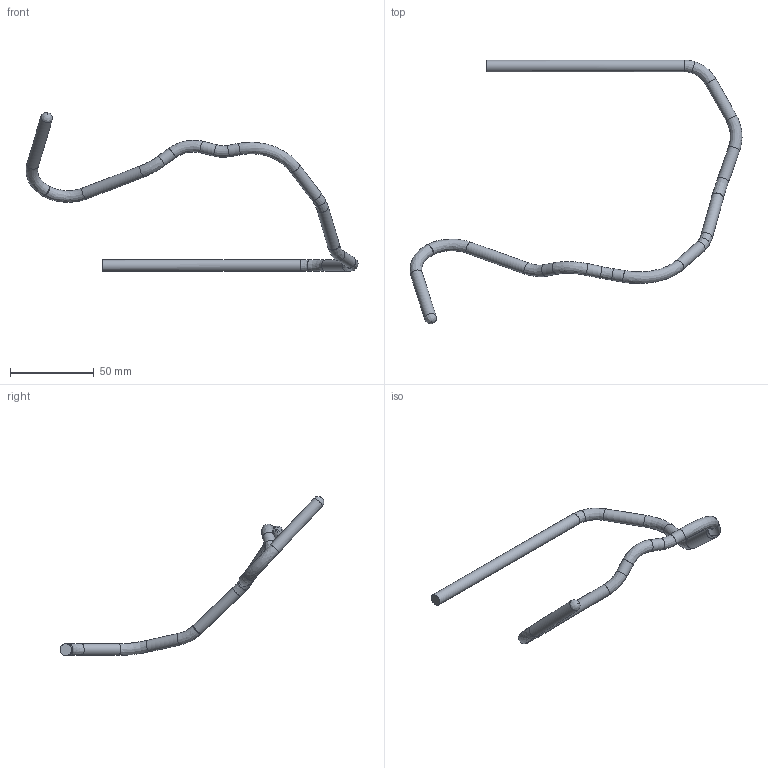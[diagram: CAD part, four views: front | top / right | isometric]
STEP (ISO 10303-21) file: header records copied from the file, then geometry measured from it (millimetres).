
FILE_DESCRIPTION(('STEP AP203'),'2;1');
FILE_NAME('D7.stp','2024-11-21T22:04:08',(''),(''),'2018.1.122','THINKDESIGN','');
FILE_SCHEMA(('CONFIG_CONTROL_DESIGN'));
Length unit declared in the file: millimetre
Bounding box: 197.96 x 157.37 x 94.76 mm (x, y, z)
Volume: 19669.1 mm3; surface area: 11303.4 mm2
Topology: 1 solids, 1 shells, 26 faces, 117 edges, 116 vertices
Faces by surface type: bspline 14, cylinder 11, plane 1
Full cylindrical faces by diameter (mm): 7 x11
Entity records: 1809 total; most frequent: CARTESIAN_POINT 680, DIRECTION 231, ORIENTED_EDGE 184, AXIS2_PLACEMENT_3D 103, EDGE_CURVE 92, CIRCLE 91, VERTEX_POINT 68, EDGE_LOOP 26
